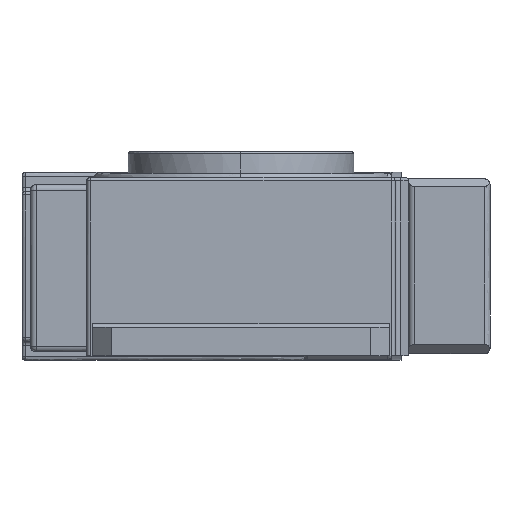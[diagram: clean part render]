
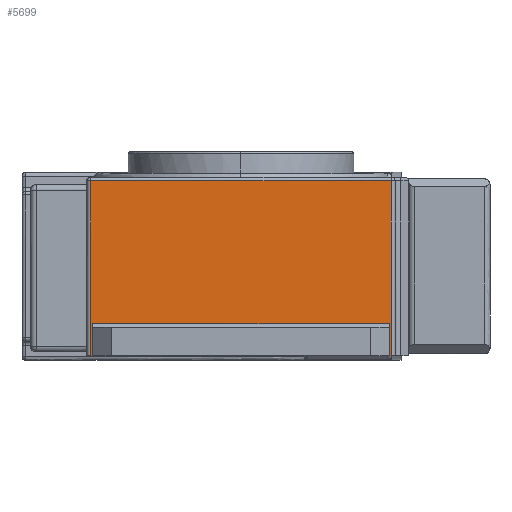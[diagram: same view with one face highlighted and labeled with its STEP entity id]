
A CAD part, left-side view. The second image highlights one B-rep face of the part: STEP entity #5699.
In plain terms, the highlighted free-form (B-spline) face has degree [1, 1] with [2, 2] control points.
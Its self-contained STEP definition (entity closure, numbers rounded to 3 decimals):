
#5699 = ADVANCED_FACE('',(#5700),#5758,.T.);
#5700 = FACE_BOUND('',#5701,.T.);
#5701 = EDGE_LOOP('',(#5702,#5711,#5718,#5725,#5732,#5739,#5746,#5753));
#5702 = ORIENTED_EDGE('',*,*,#5703,.T.);
#5703 = EDGE_CURVE('',#5704,#5706,#5708,.T.);
#5704 = VERTEX_POINT('',#5705);
#5705 = CARTESIAN_POINT('',(-228.415,-83.554,
    -58.684));
#5706 = VERTEX_POINT('',#5707);
#5707 = CARTESIAN_POINT('',(-228.415,-82.254,
    -58.684));
#5708 = B_SPLINE_CURVE_WITH_KNOTS('',1,(#5709,#5710),.UNSPECIFIED.,.F.,
  .F.,(2,2),(0.,1.),.PIECEWISE_BEZIER_KNOTS.);
#5709 = CARTESIAN_POINT('',(-228.415,-83.554,
    -58.684));
#5710 = CARTESIAN_POINT('',(-228.415,-82.254,
    -58.684));
#5711 = ORIENTED_EDGE('',*,*,#5712,.T.);
#5712 = EDGE_CURVE('',#5706,#5713,#5715,.T.);
#5713 = VERTEX_POINT('',#5714);
#5714 = CARTESIAN_POINT('',(-228.415,-82.254,
    -36.591));
#5715 = B_SPLINE_CURVE_WITH_KNOTS('',1,(#5716,#5717),.UNSPECIFIED.,.F.,
  .F.,(2,2),(0.,17.),.PIECEWISE_BEZIER_KNOTS.);
#5716 = CARTESIAN_POINT('',(-228.415,-82.254,
    -58.684));
#5717 = CARTESIAN_POINT('',(-228.415,-82.254,
    -36.591));
#5718 = ORIENTED_EDGE('',*,*,#5719,.T.);
#5719 = EDGE_CURVE('',#5713,#5720,#5722,.T.);
#5720 = VERTEX_POINT('',#5721);
#5721 = CARTESIAN_POINT('',(-228.415,123.082,
    -36.591));
#5722 = B_SPLINE_CURVE_WITH_KNOTS('',1,(#5723,#5724),.UNSPECIFIED.,.F.,
  .F.,(2,2),(0.,158.),.PIECEWISE_BEZIER_KNOTS.);
#5723 = CARTESIAN_POINT('',(-228.415,-82.254,
    -36.591));
#5724 = CARTESIAN_POINT('',(-228.415,123.082,
    -36.591));
#5725 = ORIENTED_EDGE('',*,*,#5726,.T.);
#5726 = EDGE_CURVE('',#5720,#5727,#5729,.T.);
#5727 = VERTEX_POINT('',#5728);
#5728 = CARTESIAN_POINT('',(-228.415,123.082,
    -58.684));
#5729 = B_SPLINE_CURVE_WITH_KNOTS('',1,(#5730,#5731),.UNSPECIFIED.,.F.,
  .F.,(2,2),(0.,17.),.PIECEWISE_BEZIER_KNOTS.);
#5730 = CARTESIAN_POINT('',(-228.415,123.082,
    -36.591));
#5731 = CARTESIAN_POINT('',(-228.415,123.082,
    -58.684));
#5732 = ORIENTED_EDGE('',*,*,#5733,.T.);
#5733 = EDGE_CURVE('',#5727,#5734,#5736,.T.);
#5734 = VERTEX_POINT('',#5735);
#5735 = CARTESIAN_POINT('',(-228.415,124.381,
    -58.684));
#5736 = B_SPLINE_CURVE_WITH_KNOTS('',1,(#5737,#5738),.UNSPECIFIED.,.F.,
  .F.,(2,2),(0.,1.),.PIECEWISE_BEZIER_KNOTS.);
#5737 = CARTESIAN_POINT('',(-228.415,123.082,
    -58.684));
#5738 = CARTESIAN_POINT('',(-228.415,124.381,
    -58.684));
#5739 = ORIENTED_EDGE('',*,*,#5740,.T.);
#5740 = EDGE_CURVE('',#5734,#5741,#5743,.T.);
#5741 = VERTEX_POINT('',#5742);
#5742 = CARTESIAN_POINT('',(-228.415,124.381,
    62.178));
#5743 = B_SPLINE_CURVE_WITH_KNOTS('',1,(#5744,#5745),.UNSPECIFIED.,.F.,
  .F.,(2,2),(0.,93.),.PIECEWISE_BEZIER_KNOTS.);
#5744 = CARTESIAN_POINT('',(-228.415,124.381,
    -58.684));
#5745 = CARTESIAN_POINT('',(-228.415,124.381,
    62.178));
#5746 = ORIENTED_EDGE('',*,*,#5747,.T.);
#5747 = EDGE_CURVE('',#5741,#5748,#5750,.T.);
#5748 = VERTEX_POINT('',#5749);
#5749 = CARTESIAN_POINT('',(-228.415,-83.554,
    62.178));
#5750 = B_SPLINE_CURVE_WITH_KNOTS('',1,(#5751,#5752),.UNSPECIFIED.,.F.,
  .F.,(2,2),(0.,160.),.PIECEWISE_BEZIER_KNOTS.);
#5751 = CARTESIAN_POINT('',(-228.415,124.381,
    62.178));
#5752 = CARTESIAN_POINT('',(-228.415,-83.554,
    62.178));
#5753 = ORIENTED_EDGE('',*,*,#5754,.T.);
#5754 = EDGE_CURVE('',#5748,#5704,#5755,.T.);
#5755 = B_SPLINE_CURVE_WITH_KNOTS('',1,(#5756,#5757),.UNSPECIFIED.,.F.,
  .F.,(2,2),(0.,93.),.PIECEWISE_BEZIER_KNOTS.);
#5756 = CARTESIAN_POINT('',(-228.415,-83.554,
    62.178));
#5757 = CARTESIAN_POINT('',(-228.415,-83.554,
    -58.684));
#5758 = B_SPLINE_SURFACE_WITH_KNOTS('',1,1,(
    (#5759,#5760)
    ,(#5761,#5762
    )),.UNSPECIFIED.,.F.,.F.,.F.,(2,2),(2,2),(0.,1.),(0.,1.),
  .PIECEWISE_BEZIER_KNOTS.);
#5759 = CARTESIAN_POINT('',(-228.415,-83.554,
    -58.684));
#5760 = CARTESIAN_POINT('',(-228.415,-83.554,
    62.178));
#5761 = CARTESIAN_POINT('',(-228.415,124.381,
    -58.684));
#5762 = CARTESIAN_POINT('',(-228.415,124.381,
    62.178));
